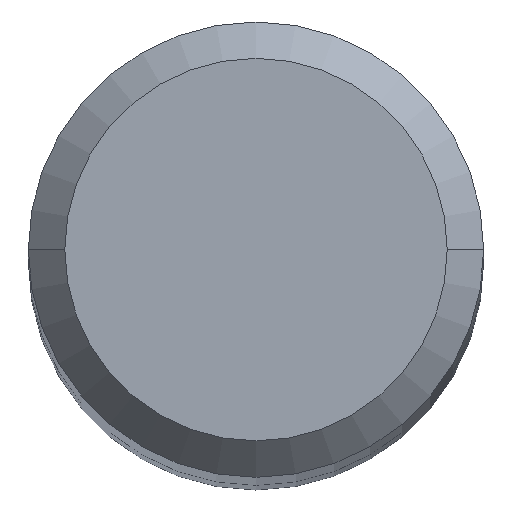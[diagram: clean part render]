
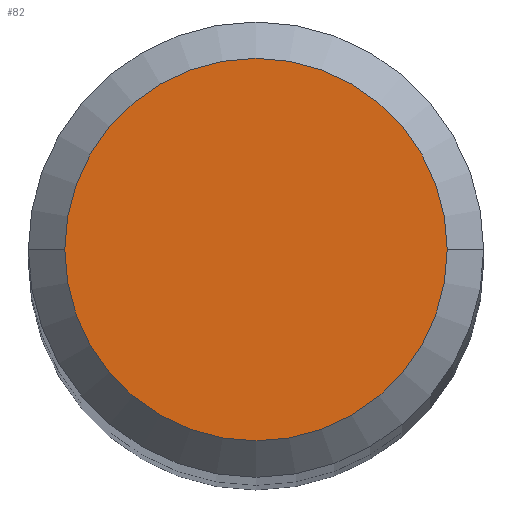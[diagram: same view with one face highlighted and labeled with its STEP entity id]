
A CAD part, top view. The second image highlights one B-rep face of the part: STEP entity #82.
In plain terms, the highlighted planar face has unit normal (0, 0, 1).
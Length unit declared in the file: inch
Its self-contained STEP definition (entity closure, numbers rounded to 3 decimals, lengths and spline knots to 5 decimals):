
#5 = CARTESIAN_POINT ( 'NONE',  ( 0., 0., 0. ) ) ;
#10 = EDGE_CURVE ( 'NONE', #15, #315, #214, .T. ) ;
#15 = VERTEX_POINT ( 'NONE', #175 ) ;
#46 = FACE_OUTER_BOUND ( 'NONE', #216, .T. ) ;
#82 = ADVANCED_FACE ( 'NONE', ( #46 ), #154, .F. ) ;
#122 = AXIS2_PLACEMENT_3D ( 'NONE', #249, #261, #338 ) ;
#136 = AXIS2_PLACEMENT_3D ( 'NONE', #341, #258, #196 ) ;
#138 = ORIENTED_EDGE ( 'NONE', *, *, #264, .T. ) ;
#154 = PLANE ( 'NONE',  #122 ) ;
#171 = DIRECTION ( 'NONE',  ( 0., 0., 1. ) ) ;
#175 = CARTESIAN_POINT ( 'NONE',  ( -0.105, 0., 0. ) ) ;
#196 = DIRECTION ( 'NONE',  ( 1., 0., 0. ) ) ;
#214 = CIRCLE ( 'NONE', #274, 0.105 ) ;
#216 = EDGE_LOOP ( 'NONE', ( #257, #138 ) ) ;
#247 = DIRECTION ( 'NONE',  ( 1., 0., 0. ) ) ;
#249 = CARTESIAN_POINT ( 'NONE',  ( 0., 0.105, 0. ) ) ;
#257 = ORIENTED_EDGE ( 'NONE', *, *, #10, .T. ) ;
#258 = DIRECTION ( 'NONE',  ( 0., 0., 1. ) ) ;
#261 = DIRECTION ( 'NONE',  ( 0., 0., -1. ) ) ;
#264 = EDGE_CURVE ( 'NONE', #315, #15, #295, .T. ) ;
#274 = AXIS2_PLACEMENT_3D ( 'NONE', #5, #171, #247 ) ;
#295 = CIRCLE ( 'NONE', #136, 0.105 ) ;
#315 = VERTEX_POINT ( 'NONE', #321 ) ;
#321 = CARTESIAN_POINT ( 'NONE',  ( 0.105, 0., 0. ) ) ;
#338 = DIRECTION ( 'NONE',  ( -1., 0., 0. ) ) ;
#341 = CARTESIAN_POINT ( 'NONE',  ( 0., 0., 0. ) ) ;
